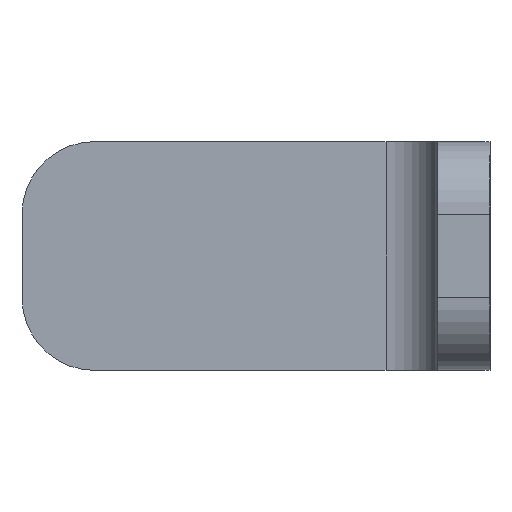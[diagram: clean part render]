
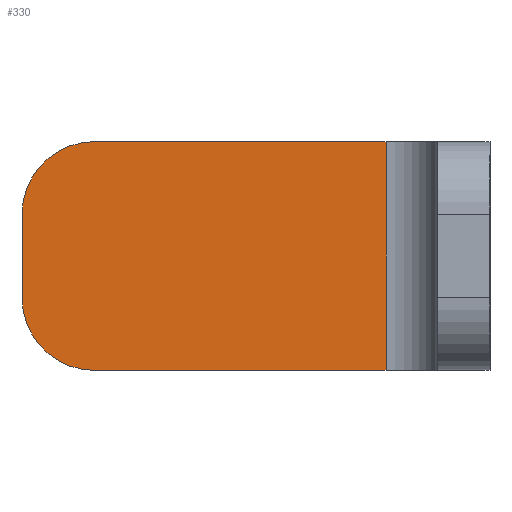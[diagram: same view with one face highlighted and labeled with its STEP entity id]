
A CAD part, left-side view. The second image highlights one B-rep face of the part: STEP entity #330.
In plain terms, the highlighted planar face has unit normal (-1, 0, 0).
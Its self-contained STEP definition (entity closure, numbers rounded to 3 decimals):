
#22=PLANE('',#371);
#36=FACE_OUTER_BOUND('',#58,.T.);
#58=EDGE_LOOP('',(#249,#250,#251,#252,#253,#254));
#85=LINE('',#538,#115);
#88=LINE('',#544,#118);
#89=LINE('',#546,#119);
#90=LINE('',#548,#120);
#115=VECTOR('',#431,10.);
#118=VECTOR('',#436,3.6);
#119=VECTOR('',#437,10.);
#120=VECTOR('',#438,3.6);
#141=CIRCLE('',#369,3.5);
#142=CIRCLE('',#372,3.5);
#164=VERTEX_POINT('',#531);
#165=VERTEX_POINT('',#533);
#166=VERTEX_POINT('',#537);
#168=VERTEX_POINT('',#543);
#169=VERTEX_POINT('',#545);
#170=VERTEX_POINT('',#547);
#194=EDGE_CURVE('',#164,#165,#141,.T.);
#196=EDGE_CURVE('',#166,#165,#85,.T.);
#199=EDGE_CURVE('',#164,#168,#88,.T.);
#200=EDGE_CURVE('',#168,#169,#89,.T.);
#201=EDGE_CURVE('',#170,#169,#90,.T.);
#202=EDGE_CURVE('',#166,#170,#142,.T.);
#249=ORIENTED_EDGE('',*,*,#194,.F.);
#250=ORIENTED_EDGE('',*,*,#199,.T.);
#251=ORIENTED_EDGE('',*,*,#200,.T.);
#252=ORIENTED_EDGE('',*,*,#201,.F.);
#253=ORIENTED_EDGE('',*,*,#202,.F.);
#254=ORIENTED_EDGE('',*,*,#196,.T.);
#330=ADVANCED_FACE('',(#36),#22,.F.);
#369=AXIS2_PLACEMENT_3D('',#534,#426,#427);
#371=AXIS2_PLACEMENT_3D('',#542,#434,#435);
#372=AXIS2_PLACEMENT_3D('',#549,#439,#440);
#426=DIRECTION('center_axis',(1.,0.,0.));
#427=DIRECTION('ref_axis',(0.,0.707,-0.707));
#431=DIRECTION('',(0.,0.,-1.));
#434=DIRECTION('center_axis',(1.,0.,0.));
#435=DIRECTION('ref_axis',(0.,0.,-1.));
#436=DIRECTION('',(0.,-1.,0.));
#437=DIRECTION('',(0.,0.,1.));
#438=DIRECTION('',(0.,-1.,0.));
#439=DIRECTION('center_axis',(1.,0.,0.));
#440=DIRECTION('ref_axis',(0.,0.707,0.707));
#531=CARTESIAN_POINT('',(237.5,-24.017,70.));
#533=CARTESIAN_POINT('',(237.5,-20.517,73.5));
#534=CARTESIAN_POINT('Origin',(237.5,-24.017,73.5));
#537=CARTESIAN_POINT('',(237.5,-20.517,77.5));
#538=CARTESIAN_POINT('',(237.5,-20.517,81.));
#542=CARTESIAN_POINT('Origin',(237.5,-32.094,75.5));
#543=CARTESIAN_POINT('',(237.5,-38.017,70.));
#544=CARTESIAN_POINT('',(237.5,-49.326,70.));
#545=CARTESIAN_POINT('',(237.5,-38.017,81.));
#546=CARTESIAN_POINT('',(237.5,-38.017,75.5));
#547=CARTESIAN_POINT('',(237.5,-24.017,81.));
#548=CARTESIAN_POINT('',(237.5,-49.326,81.));
#549=CARTESIAN_POINT('Origin',(237.5,-24.017,77.5));
